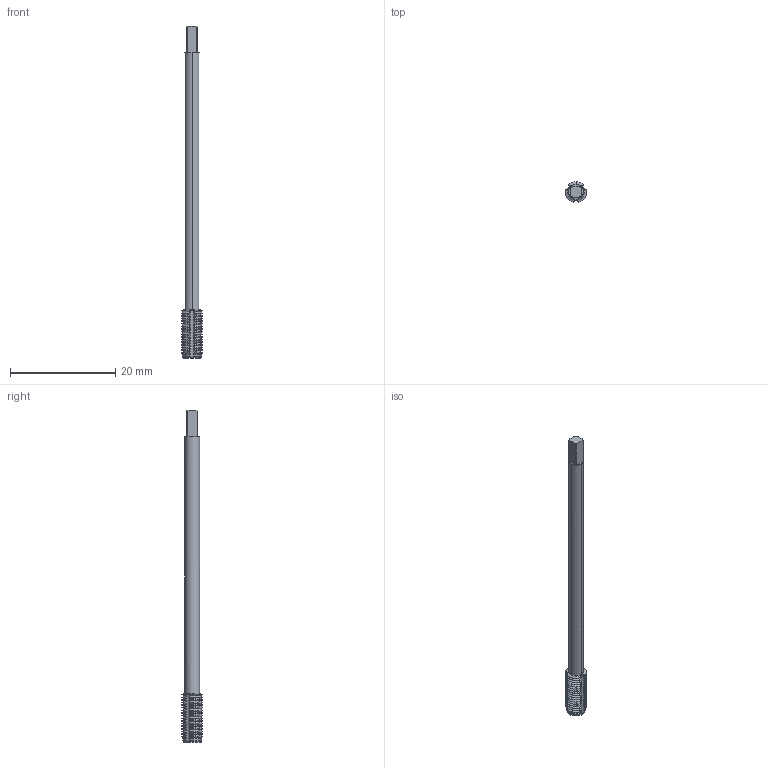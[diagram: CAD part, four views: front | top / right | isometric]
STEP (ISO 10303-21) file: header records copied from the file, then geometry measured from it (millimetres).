
FILE_DESCRIPTION(('no description'),'unknown implementation level');
FILE_NAME('solidMtxgE_PyYLcIxR_pDEoQw8K9dsA_1.STP',' ',('CIM GmbH Aachen'),('CADClick - KiM GmbH - www.kimweb.de'),'unknown preprocess','ACIS','unknown authorization');
FILE_SCHEMA(('automotive_design'));
Length unit declared in the file: millimetre
Products named in the file (2): 1; 2
Bounding box: 4 x 3.92 x 63 mm (x, y, z)
Volume: 415.8 mm3; surface area: 835.8 mm2
Topology: 2 solids, 2 shells, 396 faces, 1097 edges, 705 vertices
Faces by surface type: cone 202, cylinder 174, plane 17, torus 3
Entity records: 26596 total; most frequent: CARTESIAN_POINT 4381, STYLED_ITEM 2200, PRESENTATION_STYLE_ASSIGNMENT 2200, COLOUR_RGB 2200, ORIENTED_EDGE 2194, DIRECTION 2082, EDGE_CURVE 1097, CURVE_STYLE 1097
